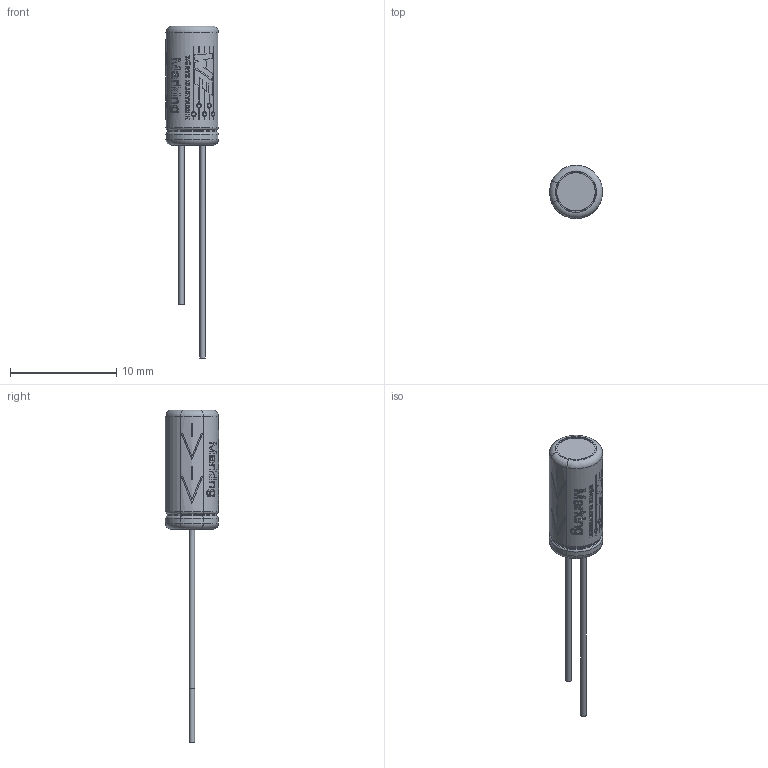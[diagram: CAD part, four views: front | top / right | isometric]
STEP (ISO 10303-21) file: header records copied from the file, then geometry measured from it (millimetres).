
FILE_DESCRIPTION( ( 'Unknown' ), '1' );
FILE_NAME( '5x11x2x0.5.stp', 'Unknown', ( 'Unknown' ), ( 'Unknown' ), 'PSStep 16.0.42', 'Unknown', ' ' );
FILE_SCHEMA( ( 'AUTOMOTIVE_DESIGN { 1 0 10303 214 1 1 1 1 }' ) );
Length unit declared in the file: millimetre
Products named in the file (2): 1; 2
Bounding box: 4.98 x 4.99 x 31.22 mm (x, y, z)
Volume: 218.4 mm3; surface area: 661.3 mm2
Topology: 2 solids, 3 shells, 505 faces, 1278 edges, 847 vertices
Faces by surface type: plane 265, bspline 127, cylinder 89, torus 24
Full cylindrical faces by diameter (mm): 0.5 x2, 0.556 x1, 0.694 x1, 1.111 x1, 1.25 x1, 2.778 x1, 2.917 x1, 3.333 x1, 3.472 x1, 3.611 x2, 3.85 x2, 4.408 x1, 4.428 x1, 4.78 x2, 4.8 x2
Entity records: 25149 total; most frequent: CARTESIAN_POINT 9719, ORIENTED_EDGE 2462, DIRECTION 2020, EDGE_CURVE 1231, VERTEX_POINT 841, AXIS2_PLACEMENT_3D 689, LINE 642, VECTOR 642
